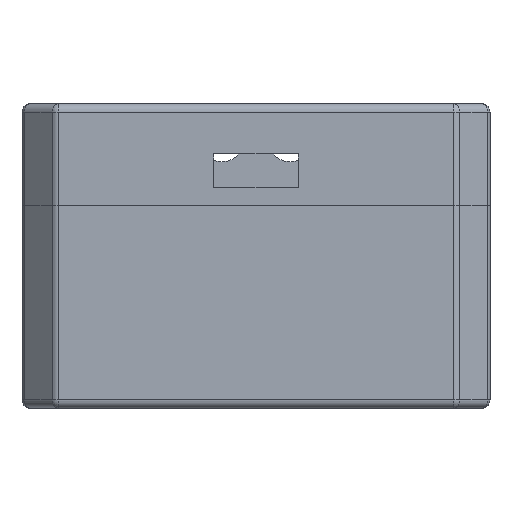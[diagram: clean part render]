
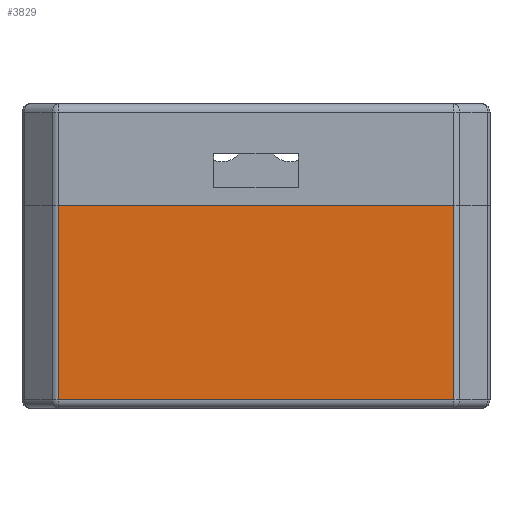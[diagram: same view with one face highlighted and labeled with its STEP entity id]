
A CAD part, front view. The second image highlights one B-rep face of the part: STEP entity #3829.
In plain terms, the highlighted planar face has unit normal (0, -1, 0).
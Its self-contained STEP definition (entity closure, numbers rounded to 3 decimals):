
#170=PLANE('',#4108);
#314=FACE_OUTER_BOUND('',#554,.T.);
#554=EDGE_LOOP('',(#2963,#2964,#2965,#2966));
#911=LINE('',#5911,#1291);
#940=LINE('',#6004,#1320);
#943=LINE('',#6018,#1323);
#945=LINE('',#6021,#1325);
#1291=VECTOR('',#4692,10.);
#1320=VECTOR('',#4749,10.);
#1323=VECTOR('',#4766,10.);
#1325=VECTOR('',#4770,10.);
#1808=VERTEX_POINT('',#5908);
#1809=VERTEX_POINT('',#5910);
#1832=VERTEX_POINT('',#5996);
#1838=VERTEX_POINT('',#6014);
#2200=EDGE_CURVE('',#1809,#1808,#911,.F.);
#2237=EDGE_CURVE('',#1832,#1808,#940,.T.);
#2244=EDGE_CURVE('',#1809,#1838,#943,.T.);
#2246=EDGE_CURVE('',#1838,#1832,#945,.T.);
#2963=ORIENTED_EDGE('',*,*,#2237,.F.);
#2964=ORIENTED_EDGE('',*,*,#2246,.F.);
#2965=ORIENTED_EDGE('',*,*,#2244,.F.);
#2966=ORIENTED_EDGE('',*,*,#2200,.T.);
#3829=ADVANCED_FACE('',(#314),#170,.T.);
#4108=AXIS2_PLACEMENT_3D('',#6036,#4791,#4792);
#4692=DIRECTION('',(1.,0.,0.));
#4749=DIRECTION('',(0.,0.,1.));
#4766=DIRECTION('',(0.,0.,-1.));
#4770=DIRECTION('',(-1.,0.,0.));
#4791=DIRECTION('center_axis',(0.,-1.,0.));
#4792=DIRECTION('ref_axis',(-1.,0.,0.));
#5908=CARTESIAN_POINT('',(0.67,-6.626,-0.053));
#5910=CARTESIAN_POINT('',(47.33,-6.626,-0.053));
#5911=CARTESIAN_POINT('',(35.251,-6.626,-0.053));
#5996=CARTESIAN_POINT('',(0.67,-6.626,-23.053));
#6004=CARTESIAN_POINT('',(0.67,-6.626,-0.053));
#6014=CARTESIAN_POINT('',(47.33,-6.626,-23.053));
#6018=CARTESIAN_POINT('',(47.33,-6.626,-0.053));
#6021=CARTESIAN_POINT('',(35.251,-6.626,-23.053));
#6036=CARTESIAN_POINT('Origin',(46.502,-6.626,-0.053));
